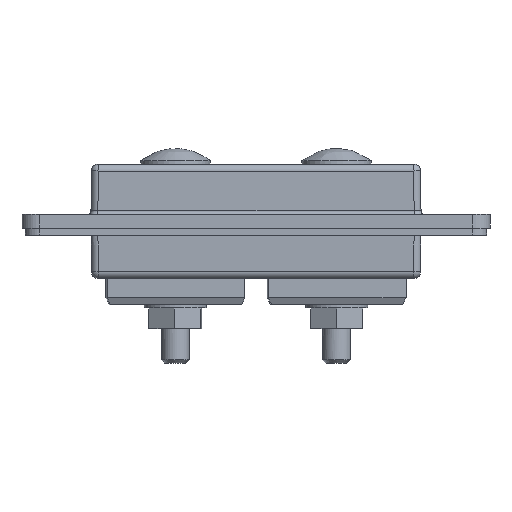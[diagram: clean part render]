
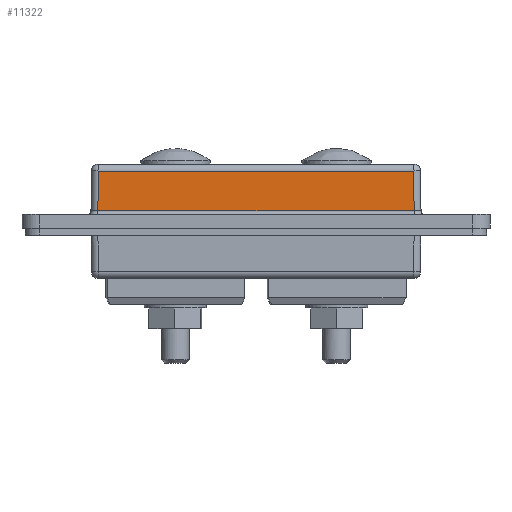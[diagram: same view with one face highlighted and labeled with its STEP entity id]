
A CAD part, left-side view. The second image highlights one B-rep face of the part: STEP entity #11322.
In plain terms, the highlighted planar face has unit normal (-1, 0, 0.009).
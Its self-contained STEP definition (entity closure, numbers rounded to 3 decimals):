
#8848=CARTESIAN_POINT('',(-100.601,22.351,19.491));
#8849=VERTEX_POINT('',#8848);
#8906=CARTESIAN_POINT('',(-100.601,-68.851,19.491));
#8907=VERTEX_POINT('',#8906);
#8915=CARTESIAN_POINT('',(-100.601,-68.851,19.491));
#8916=DIRECTION('',(0.0,1.0,0.0));
#8917=VECTOR('',#8916,91.201);
#8918=LINE('',#8915,#8917);
#8919=EDGE_CURVE('',#8907,#8849,#8918,.T.);
#9401=CARTESIAN_POINT('',(-100.5,22.25,31.017));
#9402=VERTEX_POINT('',#9401);
#9403=CARTESIAN_POINT('',(-100.601,22.351,19.491));
#9404=DIRECTION('',(0.009,-0.009,1.));
#9405=VECTOR('',#9404,11.527);
#9406=LINE('',#9403,#9405);
#9407=EDGE_CURVE('',#8849,#9402,#9406,.T.);
#11299=CARTESIAN_POINT('',(-100.5,-23.25,31.017));
#11300=DIRECTION('',(-1.,0.0,0.009));
#11301=DIRECTION('',(0.009,0.0,1.));
#11302=AXIS2_PLACEMENT_3D('',#11299,#11300,#11301);
#11303=PLANE('',#11302);
#11304=ORIENTED_EDGE('',*,*,#8919,.F.);
#11305=CARTESIAN_POINT('',(-100.5,-68.75,31.017));
#11306=VERTEX_POINT('',#11305);
#11307=CARTESIAN_POINT('',(-100.5,-68.75,31.017));
#11308=DIRECTION('',(-0.009,-0.009,-1.));
#11309=VECTOR('',#11308,11.527);
#11310=LINE('',#11307,#11309);
#11311=EDGE_CURVE('',#11306,#8907,#11310,.T.);
#11312=ORIENTED_EDGE('',*,*,#11311,.F.);
#11313=CARTESIAN_POINT('',(-100.5,22.25,31.017));
#11314=DIRECTION('',(0.0,-1.0,0.0));
#11315=VECTOR('',#11314,91.);
#11316=LINE('',#11313,#11315);
#11317=EDGE_CURVE('',#9402,#11306,#11316,.T.);
#11318=ORIENTED_EDGE('',*,*,#11317,.F.);
#11319=ORIENTED_EDGE('',*,*,#9407,.F.);
#11320=EDGE_LOOP('',(#11304,#11312,#11318,#11319));
#11321=FACE_OUTER_BOUND('',#11320,.T.);
#11322=ADVANCED_FACE('',(#11321),#11303,.T.);
